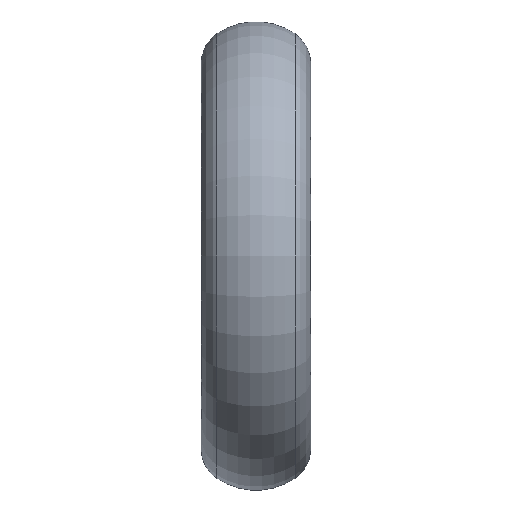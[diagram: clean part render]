
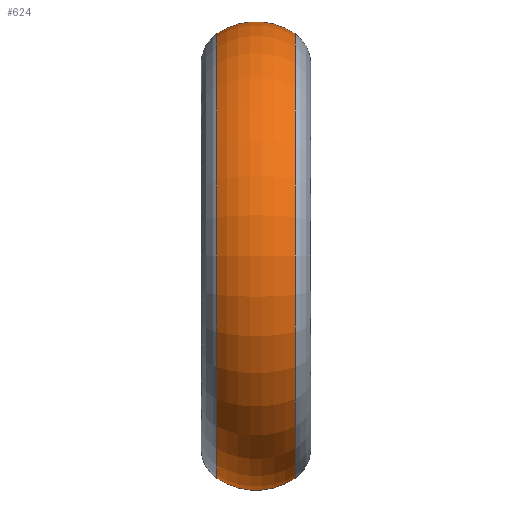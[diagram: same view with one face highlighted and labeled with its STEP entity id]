
A CAD part, front view. The second image highlights one B-rep face of the part: STEP entity #624.
In plain terms, the highlighted toroidal (fillet/blend) face has major radius 42 mm and minor radius 18 mm.
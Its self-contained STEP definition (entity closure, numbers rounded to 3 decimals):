
#16=TOROIDAL_SURFACE('',#729,42.,18.);
#93=FACE_OUTER_BOUND('',#155,.T.);
#155=EDGE_LOOP('',(#554,#555,#556,#557));
#261=CIRCLE('',#727,56.967);
#263=CIRCLE('',#730,56.967);
#264=CIRCLE('',#731,18.);
#318=VERTEX_POINT('',#1108);
#319=VERTEX_POINT('',#1112);
#396=EDGE_CURVE('',#318,#318,#261,.T.);
#398=EDGE_CURVE('',#319,#319,#263,.T.);
#399=EDGE_CURVE('',#319,#318,#264,.T.);
#554=ORIENTED_EDGE('',*,*,#398,.F.);
#555=ORIENTED_EDGE('',*,*,#399,.T.);
#556=ORIENTED_EDGE('',*,*,#396,.T.);
#557=ORIENTED_EDGE('',*,*,#399,.F.);
#624=ADVANCED_FACE('',(#93),#16,.T.);
#727=AXIS2_PLACEMENT_3D('',#1109,#923,#924);
#729=AXIS2_PLACEMENT_3D('',#1111,#927,#928);
#730=AXIS2_PLACEMENT_3D('',#1113,#929,#930);
#731=AXIS2_PLACEMENT_3D('',#1114,#931,#932);
#923=DIRECTION('center_axis',(-1.,0.,0.));
#924=DIRECTION('ref_axis',(0.,0.,1.));
#927=DIRECTION('center_axis',(-1.,0.,0.));
#928=DIRECTION('ref_axis',(0.,0.,1.));
#929=DIRECTION('center_axis',(-1.,0.,0.));
#930=DIRECTION('ref_axis',(0.,0.,1.));
#931=DIRECTION('center_axis',(0.,-1.,0.));
#932=DIRECTION('ref_axis',(0.,0.,-1.));
#1108=CARTESIAN_POINT('',(10.,0.,-56.967));
#1109=CARTESIAN_POINT('Origin',(10.,0.,0.));
#1111=CARTESIAN_POINT('Origin',(0.,0.,0.));
#1112=CARTESIAN_POINT('',(-10.,0.,-56.967));
#1113=CARTESIAN_POINT('Origin',(-10.,0.,0.));
#1114=CARTESIAN_POINT('Origin',(0.,0.,-42.));
